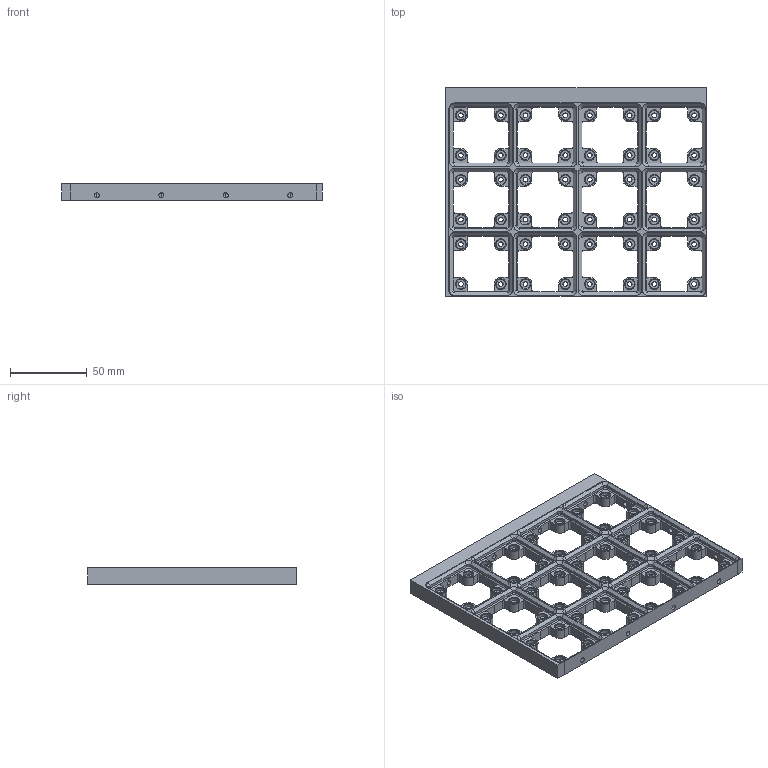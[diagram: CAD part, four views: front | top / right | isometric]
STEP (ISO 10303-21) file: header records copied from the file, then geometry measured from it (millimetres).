
FILE_DESCRIPTION(('FreeCAD Model'),'2;1');
FILE_NAME('Open CASCADE Shape Model','2025-08-18T01:09:48',('Author'),( ''),'Open CASCADE STEP processor 7.8','FreeCAD','Unknown');
FILE_SCHEMA(('AUTOMOTIVE_DESIGN { 1 0 10303 214 1 1 1 1 }'));
Length unit declared in the file: millimetre
Products named in the file (1): TopLeft
Bounding box: 170 x 136 x 10.65 mm (x, y, z)
Volume: 90148.9 mm3; surface area: 47888 mm2
Topology: 1 solids, 1 shells, 947 faces, 2410 edges, 1506 vertices
Faces by surface type: plane 453, cylinder 302, cone 192
Full cylindrical faces by diameter (mm): 3 x48, 3.2 x14, 6.2 x48
Entity records: 28464 total; most frequent: CARTESIAN_POINT 5152, DIRECTION 4932, ORIENTED_EDGE 4820, EDGE_CURVE 2410, AXIS2_PLACEMENT_3D 1862, VERTEX_POINT 1506, LINE 1208, VECTOR 1208
